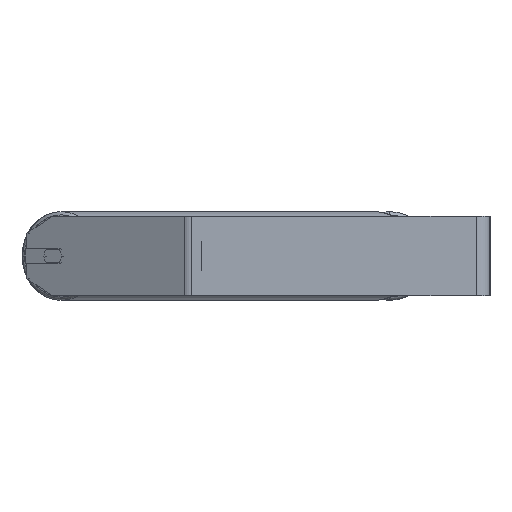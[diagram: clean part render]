
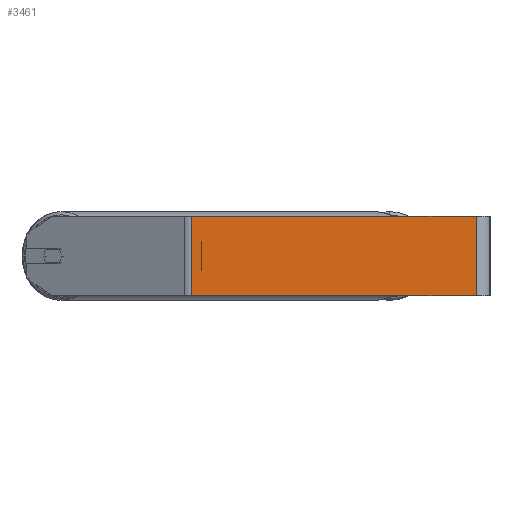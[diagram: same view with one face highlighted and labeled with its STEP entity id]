
A CAD part, left-side view. The second image highlights one B-rep face of the part: STEP entity #3461.
In plain terms, the highlighted planar face has unit normal (-1, 0, 0).
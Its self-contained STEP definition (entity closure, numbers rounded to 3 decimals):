
#223 = EDGE_LOOP ( 'NONE', ( #3554, #6158, #2095, #1562 ) ) ;
#484 = VECTOR ( 'NONE', #6679, 1000. ) ;
#940 = CARTESIAN_POINT ( 'NONE',  ( -1000., 302.918, -40. ) ) ;
#1384 = EDGE_CURVE ( 'NONE', #8506, #4592, #6593, .T. ) ;
#1562 = ORIENTED_EDGE ( 'NONE', *, *, #2678, .T. ) ;
#1840 = CARTESIAN_POINT ( 'NONE',  ( -1000., 299.167, 40. ) ) ;
#1976 = CARTESIAN_POINT ( 'NONE',  ( -1000., 299.167, 40. ) ) ;
#1987 = DIRECTION ( 'NONE',  ( 1., 0., 0. ) ) ;
#2014 = EDGE_CURVE ( 'NONE', #3120, #4592, #5680, .T. ) ;
#2095 = ORIENTED_EDGE ( 'NONE', *, *, #2223, .F. ) ;
#2223 = EDGE_CURVE ( 'NONE', #7424, #8506, #2741, .T. ) ;
#2678 = EDGE_CURVE ( 'NONE', #7424, #3120, #6206, .T. ) ;
#2741 = LINE ( 'NONE', #5576, #4878 ) ;
#2838 = DIRECTION ( 'NONE',  ( 0., 0., -1. ) ) ;
#3120 = VERTEX_POINT ( 'NONE', #6281 ) ;
#3235 = CARTESIAN_POINT ( 'NONE',  ( -1000., 14., 40. ) ) ;
#3437 = PLANE ( 'NONE',  #6301 ) ;
#3461 = ADVANCED_FACE ( 'NONE', ( #8134 ), #3437, .F. ) ;
#3554 = ORIENTED_EDGE ( 'NONE', *, *, #2014, .T. ) ;
#4024 = VECTOR ( 'NONE', #4445, 1000. ) ;
#4179 = VECTOR ( 'NONE', #2838, 1000. ) ;
#4213 = DIRECTION ( 'NONE',  ( 0., -1., 0. ) ) ;
#4445 = DIRECTION ( 'NONE',  ( 0., -1., 0. ) ) ;
#4592 = VERTEX_POINT ( 'NONE', #6187 ) ;
#4878 = VECTOR ( 'NONE', #4213, 1000. ) ;
#5576 = CARTESIAN_POINT ( 'NONE',  ( -1000., 302.918, 40. ) ) ;
#5680 = LINE ( 'NONE', #940, #4024 ) ;
#6158 = ORIENTED_EDGE ( 'NONE', *, *, #1384, .F. ) ;
#6187 = CARTESIAN_POINT ( 'NONE',  ( -1000., 14., -40. ) ) ;
#6206 = LINE ( 'NONE', #1976, #4179 ) ;
#6260 = CARTESIAN_POINT ( 'NONE',  ( -1000., 14., 40. ) ) ;
#6281 = CARTESIAN_POINT ( 'NONE',  ( -1000., 299.167, -40. ) ) ;
#6301 = AXIS2_PLACEMENT_3D ( 'NONE', #8220, #1987, #8092 ) ;
#6593 = LINE ( 'NONE', #3235, #484 ) ;
#6679 = DIRECTION ( 'NONE',  ( 0., 0., -1. ) ) ;
#7424 = VERTEX_POINT ( 'NONE', #1840 ) ;
#8092 = DIRECTION ( 'NONE',  ( 0., 0., -1. ) ) ;
#8134 = FACE_OUTER_BOUND ( 'NONE', #223, .T. ) ;
#8220 = CARTESIAN_POINT ( 'NONE',  ( -1000., 302.918, 40. ) ) ;
#8506 = VERTEX_POINT ( 'NONE', #6260 ) ;
